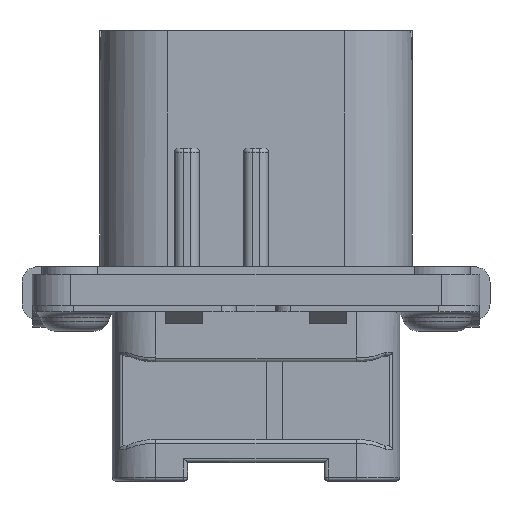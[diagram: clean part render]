
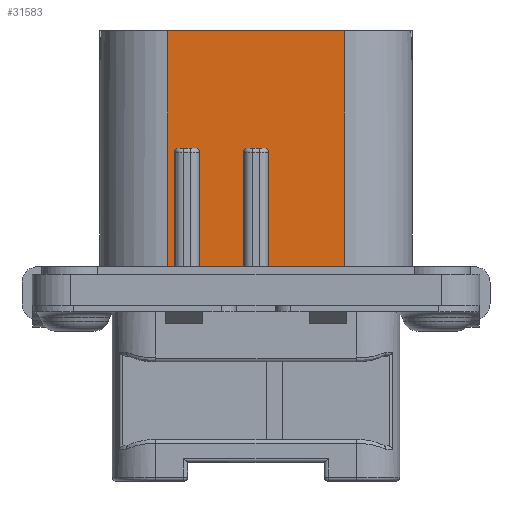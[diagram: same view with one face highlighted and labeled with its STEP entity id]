
A CAD part, front view. The second image highlights one B-rep face of the part: STEP entity #31583.
In plain terms, the highlighted planar face has unit normal (0, -1, 0).
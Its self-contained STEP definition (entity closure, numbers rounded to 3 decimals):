
#1253=DIRECTION('',(1.,0.,0.));
#1254=VECTOR('',#1253,4.9);
#1255=CARTESIAN_POINT('',(0.8,-9.,2.));
#1256=LINE('',#1255,#1254);
#1347=CARTESIAN_POINT('',(-3.9,-9.,9.87));
#1348=DIRECTION('',(0.,1.,0.));
#1349=DIRECTION('',(0.,0.,1.));
#1350=AXIS2_PLACEMENT_3D('',#1347,#1348,#1349);
#1360=DIRECTION('',(0.,0.,1.));
#1361=VECTOR('',#1360,7.87);
#1362=CARTESIAN_POINT('',(-3.65,-9.,2.));
#1363=LINE('',#1362,#1361);
#1364=DIRECTION('',(1.,0.,0.));
#1365=VECTOR('',#1364,1.1);
#1366=CARTESIAN_POINT('',(-5.,-9.,10.12));
#1367=LINE('',#1366,#1365);
#1368=DIRECTION('',(0.,0.,1.));
#1369=VECTOR('',#1368,7.87);
#1370=CARTESIAN_POINT('',(-5.25,-9.,2.));
#1371=LINE('',#1370,#1369);
#1372=DIRECTION('',(0.,0.,-1.));
#1373=VECTOR('',#1372,15.67);
#1374=CARTESIAN_POINT('',(-5.7,-9.,17.67));
#1375=LINE('',#1374,#1373);
#1376=DIRECTION('',(0.,0.,-1.));
#1377=VECTOR('',#1376,15.67);
#1378=CARTESIAN_POINT('',(5.7,-9.,17.67));
#1379=LINE('',#1378,#1377);
#1380=DIRECTION('',(0.,0.,1.));
#1381=VECTOR('',#1380,7.87);
#1382=CARTESIAN_POINT('',(0.8,-9.,2.));
#1383=LINE('',#1382,#1381);
#1384=DIRECTION('',(1.,0.,0.));
#1385=VECTOR('',#1384,1.1);
#1386=CARTESIAN_POINT('',(-0.55,-9.,10.12));
#1387=LINE('',#1386,#1385);
#1388=DIRECTION('',(0.,0.,1.));
#1389=VECTOR('',#1388,7.87);
#1390=CARTESIAN_POINT('',(-0.8,-9.,2.));
#1391=LINE('',#1390,#1389);
#1392=CARTESIAN_POINT('',(-5.,-9.,9.87));
#1393=DIRECTION('',(0.,1.,0.));
#1394=DIRECTION('',(-1.,0.,0.));
#1395=AXIS2_PLACEMENT_3D('',#1392,#1393,#1394);
#1428=DIRECTION('',(1.,0.,0.));
#1429=VECTOR('',#1428,0.45);
#1430=CARTESIAN_POINT('',(-5.7,-9.,2.));
#1431=LINE('',#1430,#1429);
#2751=DIRECTION('',(1.,0.,0.));
#2752=VECTOR('',#2751,11.4);
#2753=CARTESIAN_POINT('',(-5.7,-9.,17.67));
#2754=LINE('',#2753,#2752);
#24237=CARTESIAN_POINT('',(0.55,-9.,9.87));
#24238=DIRECTION('',(0.,1.,0.));
#24239=DIRECTION('',(0.,0.,1.));
#24240=AXIS2_PLACEMENT_3D('',#24237,#24238,#24239);
#24297=DIRECTION('',(1.,0.,0.));
#24298=VECTOR('',#24297,2.85);
#24299=CARTESIAN_POINT('',(-3.65,-9.,2.));
#24300=LINE('',#24299,#24298);
#24328=CARTESIAN_POINT('',(-0.55,-9.,9.87));
#24329=DIRECTION('',(0.,1.,0.));
#24330=DIRECTION('',(-1.,0.,0.));
#24331=AXIS2_PLACEMENT_3D('',#24328,#24329,#24330);
#24527=CARTESIAN_POINT('',(-5.7,-9.,17.67));
#24528=CARTESIAN_POINT('',(-5.7,-9.,2.));
#24529=VERTEX_POINT('',#24527);
#24530=VERTEX_POINT('',#24528);
#24531=CARTESIAN_POINT('',(5.7,-9.,17.67));
#24532=CARTESIAN_POINT('',(5.7,-9.,2.));
#24533=VERTEX_POINT('',#24531);
#24534=VERTEX_POINT('',#24532);
#26452=CARTESIAN_POINT('',(-5.25,-9.,2.));
#26453=VERTEX_POINT('',#26452);
#26454=CARTESIAN_POINT('',(-3.65,-9.,2.));
#26455=CARTESIAN_POINT('',(-0.8,-9.,2.));
#26456=VERTEX_POINT('',#26454);
#26457=VERTEX_POINT('',#26455);
#26458=CARTESIAN_POINT('',(0.8,-9.,2.));
#26459=VERTEX_POINT('',#26458);
#26549=CARTESIAN_POINT('',(-3.65,-9.,9.87));
#26551=VERTEX_POINT('',#26549);
#26553=CARTESIAN_POINT('',(-3.9,-9.,10.12));
#26555=VERTEX_POINT('',#26553);
#26568=CARTESIAN_POINT('',(-5.,-9.,10.12));
#26569=VERTEX_POINT('',#26568);
#26570=CARTESIAN_POINT('',(-5.25,-9.,9.87));
#26571=VERTEX_POINT('',#26570);
#26573=CARTESIAN_POINT('',(0.8,-9.,9.87));
#26575=VERTEX_POINT('',#26573);
#26577=CARTESIAN_POINT('',(0.55,-9.,10.12));
#26579=VERTEX_POINT('',#26577);
#26592=CARTESIAN_POINT('',(-0.55,-9.,10.12));
#26593=VERTEX_POINT('',#26592);
#26594=CARTESIAN_POINT('',(-0.8,-9.,9.87));
#26595=VERTEX_POINT('',#26594);
#31548=CARTESIAN_POINT('',(-10.05,-9.,2.));
#31549=DIRECTION('',(0.,-1.,0.));
#31550=DIRECTION('',(1.,0.,0.));
#31551=AXIS2_PLACEMENT_3D('',#31548,#31549,#31550);
#31552=PLANE('',#31551);
#31553=ORIENTED_EDGE('',*,*,#31539,.T.);
#31554=ORIENTED_EDGE('',*,*,#31528,.F.);
#31555=ORIENTED_EDGE('',*,*,#31513,.F.);
#31557=ORIENTED_EDGE('',*,*,#31556,.F.);
#31559=ORIENTED_EDGE('',*,*,#31558,.F.);
#31561=ORIENTED_EDGE('',*,*,#31560,.F.);
#31563=ORIENTED_EDGE('',*,*,#31562,.F.);
#31565=ORIENTED_EDGE('',*,*,#31564,.T.);
#31567=ORIENTED_EDGE('',*,*,#31566,.T.);
#31568=ORIENTED_EDGE('',*,*,#31430,.F.);
#31570=ORIENTED_EDGE('',*,*,#31569,.T.);
#31572=ORIENTED_EDGE('',*,*,#31571,.F.);
#31574=ORIENTED_EDGE('',*,*,#31573,.F.);
#31576=ORIENTED_EDGE('',*,*,#31575,.F.);
#31578=ORIENTED_EDGE('',*,*,#31577,.F.);
#31580=ORIENTED_EDGE('',*,*,#31579,.F.);
#31581=EDGE_LOOP('',(#31553,#31554,#31555,#31557,#31559,#31561,#31563,#31565,
#31567,#31568,#31570,#31572,#31574,#31576,#31578,#31580));
#31582=FACE_OUTER_BOUND('',#31581,.F.);
#31583=ADVANCED_FACE('',(#31582),#31552,.T.);
#1351=CIRCLE('',#1350,0.25);
#1396=CIRCLE('',#1395,0.25);
#24241=CIRCLE('',#24240,0.25);
#24332=CIRCLE('',#24331,0.25);
#31430=EDGE_CURVE('',#26459,#24534,#1256,.T.);
#31513=EDGE_CURVE('',#26569,#26555,#1367,.T.);
#31528=EDGE_CURVE('',#26555,#26551,#1351,.T.);
#31539=EDGE_CURVE('',#26456,#26551,#1363,.T.);
#31556=EDGE_CURVE('',#26571,#26569,#1396,.T.);
#31558=EDGE_CURVE('',#26453,#26571,#1371,.T.);
#31560=EDGE_CURVE('',#24530,#26453,#1431,.T.);
#31562=EDGE_CURVE('',#24529,#24530,#1375,.T.);
#31564=EDGE_CURVE('',#24529,#24533,#2754,.T.);
#31566=EDGE_CURVE('',#24533,#24534,#1379,.T.);
#31569=EDGE_CURVE('',#26459,#26575,#1383,.T.);
#31571=EDGE_CURVE('',#26579,#26575,#24241,.T.);
#31573=EDGE_CURVE('',#26593,#26579,#1387,.T.);
#31575=EDGE_CURVE('',#26595,#26593,#24332,.T.);
#31577=EDGE_CURVE('',#26457,#26595,#1391,.T.);
#31579=EDGE_CURVE('',#26456,#26457,#24300,.T.);
